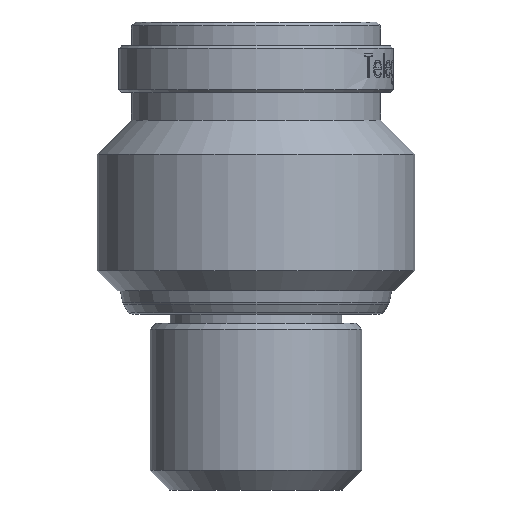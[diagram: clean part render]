
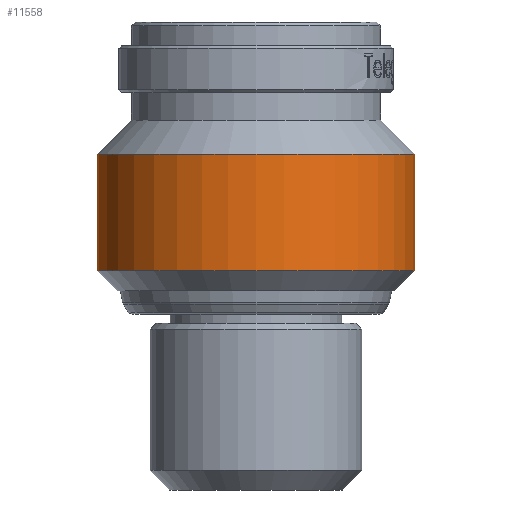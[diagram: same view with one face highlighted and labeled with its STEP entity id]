
A CAD part, front view. The second image highlights one B-rep face of the part: STEP entity #11558.
In plain terms, the highlighted cylindrical face has radius 8.1 mm (diameter 16.2 mm), a partial arc.
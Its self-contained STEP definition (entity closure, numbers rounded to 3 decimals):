
#265 = DIRECTION ( 'NONE',  ( 0., 0., 1. ) ) ;
#281 = CARTESIAN_POINT ( 'NONE',  ( -8.1, 0., -5.9 ) ) ;
#339 = CARTESIAN_POINT ( 'NONE',  ( 0., 0., -11.825 ) ) ;
#821 = DIRECTION ( 'NONE',  ( 0., 0., 1. ) ) ;
#955 = DIRECTION ( 'NONE',  ( 0., 0., 1. ) ) ;
#2060 = CARTESIAN_POINT ( 'NONE',  ( -8.1, 0., 0.85 ) ) ;
#2288 = AXIS2_PLACEMENT_3D ( 'NONE', #16689, #9939, #12500 ) ;
#2852 = CIRCLE ( 'NONE', #17344, 8.1 ) ;
#2885 = VECTOR ( 'NONE', #955, 1000. ) ;
#3474 = ORIENTED_EDGE ( 'NONE', *, *, #3937, .T. ) ;
#3822 = DIRECTION ( 'NONE',  ( 1., 0., 0. ) ) ;
#3937 = EDGE_CURVE ( 'NONE', #13354, #12018, #14429, .T. ) ;
#4387 = EDGE_CURVE ( 'NONE', #16206, #13354, #2852, .T. ) ;
#4458 = ORIENTED_EDGE ( 'NONE', *, *, #12255, .F. ) ;
#4698 = ORIENTED_EDGE ( 'NONE', *, *, #14340, .F. ) ;
#5211 = AXIS2_PLACEMENT_3D ( 'NONE', #9376, #10698, #3822 ) ;
#5540 = VECTOR ( 'NONE', #821, 1000. ) ;
#5554 = VERTEX_POINT ( 'NONE', #281 ) ;
#7195 = EDGE_LOOP ( 'NONE', ( #4458, #12028, #3474, #4698 ) ) ;
#9376 = CARTESIAN_POINT ( 'NONE',  ( 0., 0., -5.9 ) ) ;
#9779 = DIRECTION ( 'NONE',  ( 1., 0., 0. ) ) ;
#9939 = DIRECTION ( 'NONE',  ( 0., 0., 1. ) ) ;
#10124 = CIRCLE ( 'NONE', #5211, 8.1 ) ;
#10258 = CARTESIAN_POINT ( 'NONE',  ( 8.1, 0., -5.9 ) ) ;
#10698 = DIRECTION ( 'NONE',  ( 0., 0., 1. ) ) ;
#10963 = CARTESIAN_POINT ( 'NONE',  ( -8.1, 0., -11.825 ) ) ;
#11512 = CYLINDRICAL_SURFACE ( 'NONE', #2288, 8.1 ) ;
#11514 = CARTESIAN_POINT ( 'NONE',  ( 8.1, 0., -11.825 ) ) ;
#11558 = ADVANCED_FACE ( 'NONE', ( #12237 ), #11512, .T. ) ;
#12018 = VERTEX_POINT ( 'NONE', #10258 ) ;
#12028 = ORIENTED_EDGE ( 'NONE', *, *, #4387, .T. ) ;
#12237 = FACE_OUTER_BOUND ( 'NONE', #7195, .T. ) ;
#12255 = EDGE_CURVE ( 'NONE', #16206, #5554, #16860, .T. ) ;
#12500 = DIRECTION ( 'NONE',  ( 1., 0., 0. ) ) ;
#13354 = VERTEX_POINT ( 'NONE', #11514 ) ;
#14340 = EDGE_CURVE ( 'NONE', #5554, #12018, #10124, .T. ) ;
#14429 = LINE ( 'NONE', #14474, #2885 ) ;
#14474 = CARTESIAN_POINT ( 'NONE',  ( 8.1, 0., 0.85 ) ) ;
#16206 = VERTEX_POINT ( 'NONE', #10963 ) ;
#16689 = CARTESIAN_POINT ( 'NONE',  ( 0., 0., 0.85 ) ) ;
#16860 = LINE ( 'NONE', #2060, #5540 ) ;
#17344 = AXIS2_PLACEMENT_3D ( 'NONE', #339, #265, #9779 ) ;
